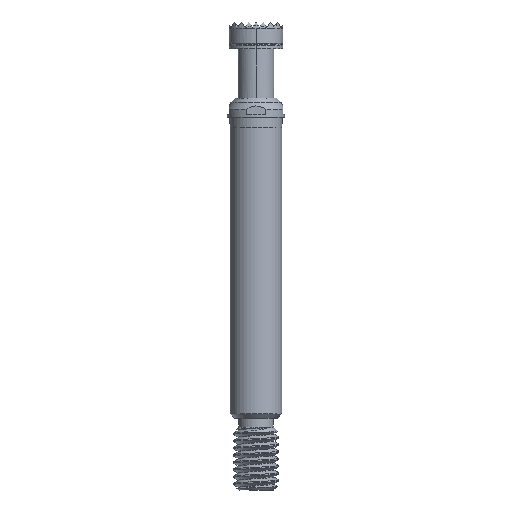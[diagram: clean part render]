
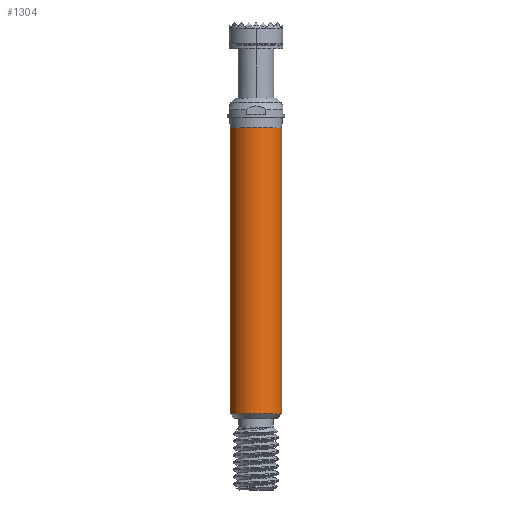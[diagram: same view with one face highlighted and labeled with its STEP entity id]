
A CAD part, left-side view. The second image highlights one B-rep face of the part: STEP entity #1304.
In plain terms, the highlighted free-form (B-spline) face has degree [2, 1] with [9, 2] control points.
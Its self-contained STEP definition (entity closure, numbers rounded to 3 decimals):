
#312 = VERTEX_POINT('', #313);
#313 = CARTESIAN_POINT('', (0., -2.885, -35.2));
#318 = EDGE_CURVE('', #319, #312, #321, .T.);
#319 = VERTEX_POINT('', #320);
#320 = CARTESIAN_POINT('', (0., 2.885, -35.2));
#321 = (
   BOUNDED_CURVE ()
   B_SPLINE_CURVE (2, (#322, #323, #324, #325, #326), .UNSPECIFIED., .F., .U.)
   B_SPLINE_CURVE_WITH_KNOTS ((3, 2, 3), (0., 90., 180.), .UNSPECIFIED.)
   CURVE ()
   GEOMETRIC_REPRESENTATION_ITEM ()
   RATIONAL_B_SPLINE_CURVE ((1., 0.707, 1., 0.707, 1.))
   REPRESENTATION_ITEM ('')
);
#322 = CARTESIAN_POINT('', (0., 2.885, -35.2));
#323 = CARTESIAN_POINT('', (-2.885, 2.885, -35.2));
#324 = CARTESIAN_POINT('', (-2.885, 0., -35.2));
#325 = CARTESIAN_POINT('', (-2.885, -2.885, -35.2));
#326 = CARTESIAN_POINT('', (0., -2.885, -35.2));
#1252 = EDGE_CURVE('', #1253, #1255, #1257, .T.);
#1253 = VERTEX_POINT('', #1254);
#1254 = CARTESIAN_POINT('', (0., 2.885, -3.3));
#1255 = VERTEX_POINT('', #1256);
#1256 = CARTESIAN_POINT('', (0., -2.885, -3.3));
#1257 = (
   BOUNDED_CURVE ()
   B_SPLINE_CURVE (2, (#1258, #1259, #1260, #1261, #1262), .UNSPECIFIED., .F., .U.)
   B_SPLINE_CURVE_WITH_KNOTS ((3, 2, 3), (0., 90., 180.), .UNSPECIFIED.)
   CURVE ()
   GEOMETRIC_REPRESENTATION_ITEM ()
   RATIONAL_B_SPLINE_CURVE ((1., 0.707, 1., 0.707, 1.))
   REPRESENTATION_ITEM ('')
);
#1258 = CARTESIAN_POINT('', (0., 2.885, -3.3));
#1259 = CARTESIAN_POINT('', (-2.885, 2.885, -3.3));
#1260 = CARTESIAN_POINT('', (-2.885, 0., -3.3));
#1261 = CARTESIAN_POINT('', (-2.885, -2.885, -3.3));
#1262 = CARTESIAN_POINT('', (0., -2.885, -3.3));
#1304 = ADVANCED_FACE('', (#1305), #1319, .T.);
#1305 = FACE_OUTER_BOUND('', #1306, .T.);
#1306 = EDGE_LOOP('', (#1307, #1308, #1313, #1314));
#1307 = ORIENTED_EDGE('', *, *, #318, .T.);
#1308 = ORIENTED_EDGE('', *, *, #1309, .T.);
#1309 = EDGE_CURVE('', #312, #1255, #1310, .T.);
#1310 = B_SPLINE_CURVE_WITH_KNOTS('', 1, (#1311, #1312), .UNSPECIFIED., .F., .U., (2, 2), (0., 1.), .UNSPECIFIED.);
#1311 = CARTESIAN_POINT('', (0., -2.885, -35.2));
#1312 = CARTESIAN_POINT('', (0., -2.885, -3.3));
#1313 = ORIENTED_EDGE('', *, *, #1252, .F.);
#1314 = ORIENTED_EDGE('', *, *, #1315, .F.);
#1315 = EDGE_CURVE('', #319, #1253, #1316, .T.);
#1316 = B_SPLINE_CURVE_WITH_KNOTS('', 1, (#1317, #1318), .UNSPECIFIED., .F., .U., (2, 2), (0., 1.), .UNSPECIFIED.);
#1317 = CARTESIAN_POINT('', (0., 2.885, -35.2));
#1318 = CARTESIAN_POINT('', (0., 2.885, -3.3));
#1319 = (
   BOUNDED_SURFACE ()
   B_SPLINE_SURFACE (2, 1, ((#1320, #1321), (#1322, #1323), (#1324, #1325), (#1326, #1327), (#1328, #1329), (#1330, #1331), (#1332, #1333), (#1334, #1335), (#1336, #1337)), .UNSPECIFIED., .T., .F., .U.)
   B_SPLINE_SURFACE_WITH_KNOTS ((3, 2, 2, 2, 3), (2, 2), (0., 0.25, 0.5, 0.75, 1.), (0., 1.), .UNSPECIFIED.)
   GEOMETRIC_REPRESENTATION_ITEM ()
   RATIONAL_B_SPLINE_SURFACE (((1., 1.), (0.707, 0.707), (1., 1.), (0.707, 0.707), (1., 1.), (0.707, 0.707), (1., 1.), (0.707, 0.707), (1., 1.)))
   REPRESENTATION_ITEM ('')
   SURFACE ()
);
#1320 = CARTESIAN_POINT('', (0., 2.885, -38.391));
#1321 = CARTESIAN_POINT('', (0., 2.885, -0.109));
#1322 = CARTESIAN_POINT('', (-2.885, 2.885, -38.391));
#1323 = CARTESIAN_POINT('', (-2.885, 2.885, -0.109));
#1324 = CARTESIAN_POINT('', (-2.885, 0., -38.391));
#1325 = CARTESIAN_POINT('', (-2.885, 0., -0.109));
#1326 = CARTESIAN_POINT('', (-2.885, -2.885, -38.391));
#1327 = CARTESIAN_POINT('', (-2.885, -2.885, -0.109));
#1328 = CARTESIAN_POINT('', (0., -2.885, -38.391));
#1329 = CARTESIAN_POINT('', (0., -2.885, -0.109));
#1330 = CARTESIAN_POINT('', (2.885, -2.885, -38.391));
#1331 = CARTESIAN_POINT('', (2.885, -2.885, -0.109));
#1332 = CARTESIAN_POINT('', (2.885, 0., -38.391));
#1333 = CARTESIAN_POINT('', (2.885, 0., -0.109));
#1334 = CARTESIAN_POINT('', (2.885, 2.885, -38.391));
#1335 = CARTESIAN_POINT('', (2.885, 2.885, -0.109));
#1336 = CARTESIAN_POINT('', (0., 2.885, -38.391));
#1337 = CARTESIAN_POINT('', (0., 2.885, -0.109));
